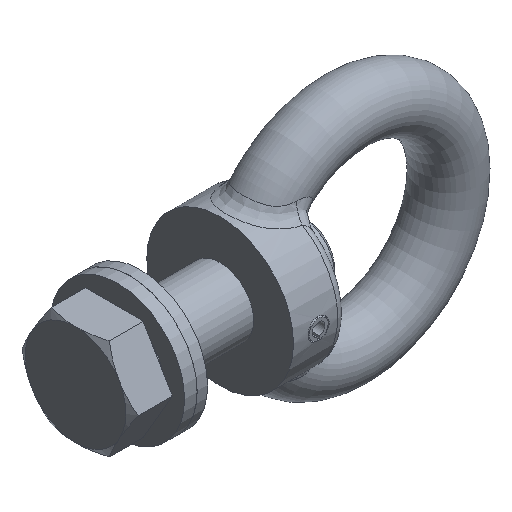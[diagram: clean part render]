
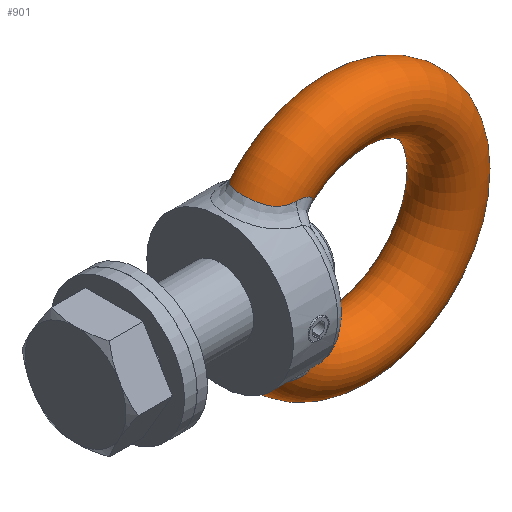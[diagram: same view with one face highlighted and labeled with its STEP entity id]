
A CAD part, isometric view. The second image highlights one B-rep face of the part: STEP entity #901.
In plain terms, the highlighted toroidal (fillet/blend) face has major radius 24.5 mm and minor radius 7 mm.
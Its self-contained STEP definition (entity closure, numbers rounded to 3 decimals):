
#17=TOROIDAL_SURFACE('',#1007,24.5,7.);
#41=B_SPLINE_CURVE_WITH_KNOTS('',3,(#1528,#1529,#1530,#1531,#1532,#1533,
#1534),.UNSPECIFIED.,.F.,.F.,(4,1,1,1,4),(0.,0.383,
0.767,1.15,1.342),.UNSPECIFIED.);
#42=B_SPLINE_CURVE_WITH_KNOTS('',3,(#1536,#1537,#1538,#1539,#1540,#1541,
#1542),.UNSPECIFIED.,.F.,.F.,(4,1,1,1,4),(1.342,1.534,
1.917,2.301,2.684),.UNSPECIFIED.);
#48=B_SPLINE_CURVE_WITH_KNOTS('',3,(#1697,#1698,#1699,#1700,#1701,#1702,
#1703),.UNSPECIFIED.,.F.,.F.,(4,1,1,1,4),(0.,0.383,
0.767,1.15,1.342),.UNSPECIFIED.);
#49=B_SPLINE_CURVE_WITH_KNOTS('',3,(#1705,#1706,#1707,#1708,#1709,#1710,
#1711),.UNSPECIFIED.,.F.,.F.,(4,1,1,1,4),(1.342,1.534,
1.917,2.301,2.684),.UNSPECIFIED.);
#51=B_SPLINE_CURVE_WITH_KNOTS('',3,(#1771,#1772,#1773,#1774,#1775,#1776,
#1777,#1778,#1779,#1780),.UNSPECIFIED.,.F.,.F.,(4,1,1,1,1,1,1,4),(0.,0.474,
0.948,1.421,1.895,2.369,2.843,
3.317),.UNSPECIFIED.);
#53=B_SPLINE_CURVE_WITH_KNOTS('',3,(#1817,#1818,#1819,#1820,#1821,#1822),
 .UNSPECIFIED.,.F.,.F.,(4,1,1,4),(0.,0.382,0.637,
0.891),.UNSPECIFIED.);
#55=B_SPLINE_CURVE_WITH_KNOTS('',3,(#1859,#1860,#1861,#1862,#1863,#1864),
 .UNSPECIFIED.,.F.,.F.,(4,1,1,4),(0.,0.382,0.637,
0.891),.UNSPECIFIED.);
#59=B_SPLINE_CURVE_WITH_KNOTS('',3,(#1929,#1930,#1931,#1932,#1933,#1934),
 .UNSPECIFIED.,.F.,.F.,(4,1,1,4),(0.,0.255,0.509,
0.891),.UNSPECIFIED.);
#60=B_SPLINE_CURVE_WITH_KNOTS('',3,(#1977,#1978,#1979,#1980,#1981,#1982,
#1983,#1984,#1985,#1986),.UNSPECIFIED.,.F.,.F.,(4,1,1,1,1,1,1,4),(0.,0.474,
0.948,1.421,1.895,2.369,2.843,
3.317),.UNSPECIFIED.);
#62=B_SPLINE_CURVE_WITH_KNOTS('',3,(#2023,#2024,#2025,#2026,#2027,#2028),
 .UNSPECIFIED.,.F.,.F.,(4,1,1,4),(0.,0.255,
0.509,0.891),.UNSPECIFIED.);
#124=CIRCLE('',#1008,17.5);
#188=FACE_OUTER_BOUND('',#243,.T.);
#243=EDGE_LOOP('',(#740,#741,#742,#743,#744,#745,#746,#747,#748,#749,#750,
#751));
#377=VERTEX_POINT('',#1525);
#378=VERTEX_POINT('',#1527);
#379=VERTEX_POINT('',#1535);
#385=VERTEX_POINT('',#1694);
#386=VERTEX_POINT('',#1696);
#387=VERTEX_POINT('',#1704);
#388=VERTEX_POINT('',#1755);
#391=VERTEX_POINT('',#1769);
#397=VERTEX_POINT('',#1927);
#398=VERTEX_POINT('',#1975);
#482=EDGE_CURVE('',#377,#378,#41,.T.);
#483=EDGE_CURVE('',#378,#379,#42,.T.);
#494=EDGE_CURVE('',#385,#386,#48,.T.);
#495=EDGE_CURVE('',#386,#387,#49,.T.);
#501=EDGE_CURVE('',#391,#388,#51,.T.);
#503=EDGE_CURVE('',#387,#391,#53,.T.);
#505=EDGE_CURVE('',#388,#385,#55,.T.);
#515=EDGE_CURVE('',#397,#377,#59,.T.);
#517=EDGE_CURVE('',#398,#397,#60,.T.);
#519=EDGE_CURVE('',#379,#398,#62,.T.);
#520=EDGE_CURVE('',#386,#378,#124,.T.);
#740=ORIENTED_EDGE('',*,*,#501,.F.);
#741=ORIENTED_EDGE('',*,*,#503,.F.);
#742=ORIENTED_EDGE('',*,*,#495,.F.);
#743=ORIENTED_EDGE('',*,*,#520,.T.);
#744=ORIENTED_EDGE('',*,*,#482,.F.);
#745=ORIENTED_EDGE('',*,*,#515,.F.);
#746=ORIENTED_EDGE('',*,*,#517,.F.);
#747=ORIENTED_EDGE('',*,*,#519,.F.);
#748=ORIENTED_EDGE('',*,*,#483,.F.);
#749=ORIENTED_EDGE('',*,*,#520,.F.);
#750=ORIENTED_EDGE('',*,*,#494,.F.);
#751=ORIENTED_EDGE('',*,*,#505,.F.);
#901=ADVANCED_FACE('',(#188),#17,.T.);
#1007=AXIS2_PLACEMENT_3D('',#2030,#1212,#1213);
#1008=AXIS2_PLACEMENT_3D('',#2031,#1214,#1215);
#1212=DIRECTION('center_axis',(0.,-1.,0.));
#1213=DIRECTION('ref_axis',(1.,0.,0.));
#1214=DIRECTION('center_axis',(0.,1.,0.));
#1215=DIRECTION('ref_axis',(1.,0.,0.));
#1525=CARTESIAN_POINT('',(40.186,-6.252,-15.843));
#1527=CARTESIAN_POINT('',(41.201,0.,-11.374));
#1528=CARTESIAN_POINT('Ctrl Pts',(40.186,-6.252,-15.843));
#1529=CARTESIAN_POINT('Ctrl Pts',(40.257,-5.936,-15.06));
#1530=CARTESIAN_POINT('Ctrl Pts',(40.416,-5.097,-13.557));
#1531=CARTESIAN_POINT('Ctrl Pts',(40.768,-3.307,-11.937));
#1532=CARTESIAN_POINT('Ctrl Pts',(41.14,-1.498,-11.441));
#1533=CARTESIAN_POINT('Ctrl Pts',(41.196,-0.374,-11.368));
#1534=CARTESIAN_POINT('Ctrl Pts',(41.197,0.,-11.369));
#1535=CARTESIAN_POINT('',(40.186,6.252,-15.843));
#1536=CARTESIAN_POINT('Ctrl Pts',(41.197,0.001,-11.369));
#1537=CARTESIAN_POINT('Ctrl Pts',(41.197,0.376,-11.369));
#1538=CARTESIAN_POINT('Ctrl Pts',(41.142,1.5,-11.445));
#1539=CARTESIAN_POINT('Ctrl Pts',(40.77,3.307,-11.94));
#1540=CARTESIAN_POINT('Ctrl Pts',(40.416,5.099,-13.563));
#1541=CARTESIAN_POINT('Ctrl Pts',(40.257,5.936,-15.06));
#1542=CARTESIAN_POINT('Ctrl Pts',(40.186,6.252,-15.843));
#1694=CARTESIAN_POINT('',(40.186,6.252,15.843));
#1696=CARTESIAN_POINT('',(41.201,0.,11.374));
#1697=CARTESIAN_POINT('Ctrl Pts',(40.186,6.252,15.843));
#1698=CARTESIAN_POINT('Ctrl Pts',(40.257,5.936,15.06));
#1699=CARTESIAN_POINT('Ctrl Pts',(40.415,5.099,13.561));
#1700=CARTESIAN_POINT('Ctrl Pts',(40.767,3.31,11.937));
#1701=CARTESIAN_POINT('Ctrl Pts',(41.14,1.499,11.441));
#1702=CARTESIAN_POINT('Ctrl Pts',(41.197,0.374,11.368));
#1703=CARTESIAN_POINT('Ctrl Pts',(41.197,0.,
11.368));
#1704=CARTESIAN_POINT('',(40.186,-6.252,15.843));
#1705=CARTESIAN_POINT('Ctrl Pts',(41.197,-0.001,
11.368));
#1706=CARTESIAN_POINT('Ctrl Pts',(41.197,-0.375,11.369));
#1707=CARTESIAN_POINT('Ctrl Pts',(41.142,-1.499,11.444));
#1708=CARTESIAN_POINT('Ctrl Pts',(40.77,-3.306,11.941));
#1709=CARTESIAN_POINT('Ctrl Pts',(40.417,-5.096,13.558));
#1710=CARTESIAN_POINT('Ctrl Pts',(40.257,-5.936,15.06));
#1711=CARTESIAN_POINT('Ctrl Pts',(40.186,-6.252,15.843));
#1755=CARTESIAN_POINT('',(35.915,6.8,18.41));
#1769=CARTESIAN_POINT('',(35.915,-6.8,18.41));
#1771=CARTESIAN_POINT('Ctrl Pts',(35.915,-6.8,18.41));
#1772=CARTESIAN_POINT('Ctrl Pts',(34.765,-6.626,18.262));
#1773=CARTESIAN_POINT('Ctrl Pts',(32.676,-5.989,18.26));
#1774=CARTESIAN_POINT('Ctrl Pts',(30.635,-4.032,18.912));
#1775=CARTESIAN_POINT('Ctrl Pts',(29.656,-1.409,19.441));
#1776=CARTESIAN_POINT('Ctrl Pts',(29.657,1.419,19.439));
#1777=CARTESIAN_POINT('Ctrl Pts',(30.64,4.042,18.91));
#1778=CARTESIAN_POINT('Ctrl Pts',(32.688,5.993,18.259));
#1779=CARTESIAN_POINT('Ctrl Pts',(34.765,6.626,18.262));
#1780=CARTESIAN_POINT('Ctrl Pts',(35.915,6.8,18.41));
#1817=CARTESIAN_POINT('Ctrl Pts',(40.186,-6.252,15.843));
#1818=CARTESIAN_POINT('Ctrl Pts',(40.116,-6.567,16.623));
#1819=CARTESIAN_POINT('Ctrl Pts',(39.453,-6.965,17.657));
#1820=CARTESIAN_POINT('Ctrl Pts',(37.729,-7.033,18.425));
#1821=CARTESIAN_POINT('Ctrl Pts',(36.533,-6.894,18.489));
#1822=CARTESIAN_POINT('Ctrl Pts',(35.915,-6.8,18.41));
#1859=CARTESIAN_POINT('Ctrl Pts',(35.915,6.8,18.41));
#1860=CARTESIAN_POINT('Ctrl Pts',(36.842,6.94,18.529));
#1861=CARTESIAN_POINT('Ctrl Pts',(38.315,7.082,18.309));
#1862=CARTESIAN_POINT('Ctrl Pts',(39.758,6.82,17.259));
#1863=CARTESIAN_POINT('Ctrl Pts',(40.14,6.462,16.363));
#1864=CARTESIAN_POINT('Ctrl Pts',(40.186,6.252,15.843));
#1927=CARTESIAN_POINT('',(35.915,-6.8,-18.41));
#1929=CARTESIAN_POINT('Ctrl Pts',(35.915,-6.8,-18.41));
#1930=CARTESIAN_POINT('Ctrl Pts',(36.533,-6.894,-18.489));
#1931=CARTESIAN_POINT('Ctrl Pts',(37.729,-7.033,-18.425));
#1932=CARTESIAN_POINT('Ctrl Pts',(39.453,-6.965,-17.657));
#1933=CARTESIAN_POINT('Ctrl Pts',(40.116,-6.567,-16.623));
#1934=CARTESIAN_POINT('Ctrl Pts',(40.186,-6.252,-15.843));
#1975=CARTESIAN_POINT('',(35.915,6.8,-18.41));
#1977=CARTESIAN_POINT('Ctrl Pts',(35.915,6.8,-18.41));
#1978=CARTESIAN_POINT('Ctrl Pts',(34.765,6.626,-18.262));
#1979=CARTESIAN_POINT('Ctrl Pts',(32.689,5.997,-18.26));
#1980=CARTESIAN_POINT('Ctrl Pts',(30.637,4.036,-18.909));
#1981=CARTESIAN_POINT('Ctrl Pts',(29.659,1.426,-19.44));
#1982=CARTESIAN_POINT('Ctrl Pts',(29.656,-1.418,-19.438));
#1983=CARTESIAN_POINT('Ctrl Pts',(30.634,-4.027,-18.914));
#1984=CARTESIAN_POINT('Ctrl Pts',(32.676,-5.99,-18.26));
#1985=CARTESIAN_POINT('Ctrl Pts',(34.765,-6.626,-18.262));
#1986=CARTESIAN_POINT('Ctrl Pts',(35.915,-6.8,-18.41));
#2023=CARTESIAN_POINT('Ctrl Pts',(40.186,6.252,-15.843));
#2024=CARTESIAN_POINT('Ctrl Pts',(40.14,6.462,-16.363));
#2025=CARTESIAN_POINT('Ctrl Pts',(39.755,6.822,-17.265));
#2026=CARTESIAN_POINT('Ctrl Pts',(38.305,7.08,-18.311));
#2027=CARTESIAN_POINT('Ctrl Pts',(36.841,6.94,-18.529));
#2028=CARTESIAN_POINT('Ctrl Pts',(35.915,6.8,-18.41));
#2030=CARTESIAN_POINT('Origin',(54.501,0.,0.));
#2031=CARTESIAN_POINT('Origin',(54.501,0.,0.));
